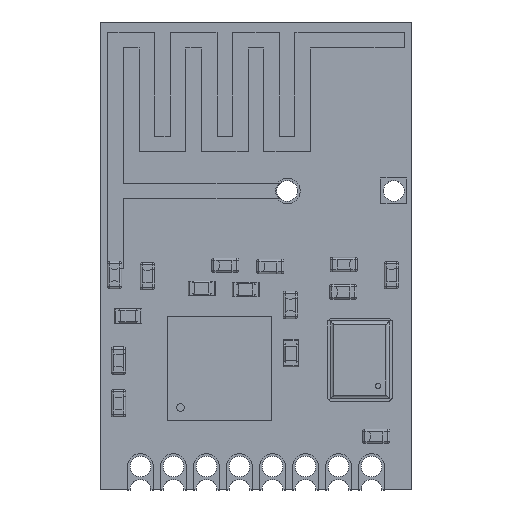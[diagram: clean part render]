
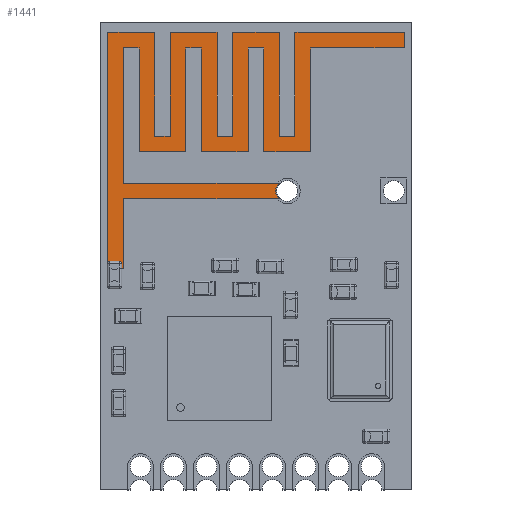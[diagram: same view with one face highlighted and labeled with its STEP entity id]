
A CAD part, top view. The second image highlights one B-rep face of the part: STEP entity #1441.
In plain terms, the highlighted planar face has unit normal (0, 0, 1).
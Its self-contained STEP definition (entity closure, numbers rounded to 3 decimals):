
#1441=ADVANCED_FACE('',(#4869),#4871,.T.);
#4869=FACE_BOUND('',#4870,.T.);
#4870=EDGE_LOOP('',(#7710,#7711,#7712,#7713,#7714,#7715,#7716,#7717,#7718,#7719,
#7720,#7721,#7722,#7723,#7724,#7725,#7726,#7727,#7728,#7729,#7730,#7731,#7732,#7733,
#7734,#7735,#7736,#7737,#7738,#7739,#7740,#7741,#7742,#7743));
#4871=PLANE('',#4872);
#4872=AXIS2_PLACEMENT_3D('',#4873,#4874,#4875);
#4873=CARTESIAN_POINT('',(0.,0.,1.02));
#4874=DIRECTION('',(0.,0.,1.));
#4875=DIRECTION('',(1.,0.,0.));
#7710=ORIENTED_EDGE('',*,*,#9555,.T.);
#7711=ORIENTED_EDGE('',*,*,#9553,.T.);
#7712=ORIENTED_EDGE('',*,*,#9551,.T.);
#7713=ORIENTED_EDGE('',*,*,#9549,.T.);
#7714=ORIENTED_EDGE('',*,*,#9547,.T.);
#7715=ORIENTED_EDGE('',*,*,#9545,.T.);
#7716=ORIENTED_EDGE('',*,*,#9543,.T.);
#7717=ORIENTED_EDGE('',*,*,#9541,.T.);
#7718=ORIENTED_EDGE('',*,*,#9539,.T.);
#7719=ORIENTED_EDGE('',*,*,#9537,.T.);
#7720=ORIENTED_EDGE('',*,*,#9535,.T.);
#7721=ORIENTED_EDGE('',*,*,#9533,.T.);
#7722=ORIENTED_EDGE('',*,*,#9531,.T.);
#7723=ORIENTED_EDGE('',*,*,#9529,.T.);
#7724=ORIENTED_EDGE('',*,*,#9527,.T.);
#7725=ORIENTED_EDGE('',*,*,#9525,.T.);
#7726=ORIENTED_EDGE('',*,*,#9523,.T.);
#7727=ORIENTED_EDGE('',*,*,#9521,.T.);
#7728=ORIENTED_EDGE('',*,*,#9519,.T.);
#7729=ORIENTED_EDGE('',*,*,#9517,.T.);
#7730=ORIENTED_EDGE('',*,*,#9515,.T.);
#7731=ORIENTED_EDGE('',*,*,#9513,.T.);
#7732=ORIENTED_EDGE('',*,*,#9511,.T.);
#7733=ORIENTED_EDGE('',*,*,#9509,.T.);
#7734=ORIENTED_EDGE('',*,*,#9507,.T.);
#7735=ORIENTED_EDGE('',*,*,#9505,.T.);
#7736=ORIENTED_EDGE('',*,*,#9503,.T.);
#7737=ORIENTED_EDGE('',*,*,#9501,.T.);
#7738=ORIENTED_EDGE('',*,*,#9499,.T.);
#7739=ORIENTED_EDGE('',*,*,#9497,.T.);
#7740=ORIENTED_EDGE('',*,*,#9495,.T.);
#7741=ORIENTED_EDGE('',*,*,#9493,.T.);
#7742=ORIENTED_EDGE('',*,*,#9491,.T.);
#7743=ORIENTED_EDGE('',*,*,#9489,.T.);
#9489=EDGE_CURVE('',#10642,#10640,#10643,.T.);
#9491=EDGE_CURVE('',#10645,#10642,#10646,.T.);
#9493=EDGE_CURVE('',#10648,#10645,#10649,.T.);
#9495=EDGE_CURVE('',#10651,#10648,#10652,.T.);
#9497=EDGE_CURVE('',#10654,#10651,#10655,.T.);
#9499=EDGE_CURVE('',#10657,#10654,#10658,.T.);
#9501=EDGE_CURVE('',#10660,#10657,#10661,.T.);
#9503=EDGE_CURVE('',#10663,#10660,#10664,.T.);
#9505=EDGE_CURVE('',#10666,#10663,#10667,.T.);
#9507=EDGE_CURVE('',#10669,#10666,#10670,.T.);
#9509=EDGE_CURVE('',#10672,#10669,#10673,.T.);
#9511=EDGE_CURVE('',#10675,#10672,#10676,.T.);
#9513=EDGE_CURVE('',#10678,#10675,#10679,.T.);
#9515=EDGE_CURVE('',#10681,#10678,#10682,.T.);
#9517=EDGE_CURVE('',#10684,#10681,#10685,.T.);
#9519=EDGE_CURVE('',#10687,#10684,#10688,.T.);
#9521=EDGE_CURVE('',#10690,#10687,#10691,.T.);
#9523=EDGE_CURVE('',#10693,#10690,#10694,.T.);
#9525=EDGE_CURVE('',#10696,#10693,#10697,.T.);
#9527=EDGE_CURVE('',#10699,#10696,#10700,.T.);
#9529=EDGE_CURVE('',#10702,#10699,#10703,.T.);
#9531=EDGE_CURVE('',#10705,#10702,#10706,.T.);
#9533=EDGE_CURVE('',#10708,#10705,#10709,.T.);
#9535=EDGE_CURVE('',#10711,#10708,#10712,.T.);
#9537=EDGE_CURVE('',#10714,#10711,#10715,.T.);
#9539=EDGE_CURVE('',#10717,#10714,#10718,.T.);
#9541=EDGE_CURVE('',#10720,#10717,#10721,.T.);
#9543=EDGE_CURVE('',#10723,#10720,#10724,.T.);
#9545=EDGE_CURVE('',#10726,#10723,#10727,.T.);
#9547=EDGE_CURVE('',#10729,#10726,#10730,.T.);
#9549=EDGE_CURVE('',#10732,#10729,#10733,.T.);
#9551=EDGE_CURVE('',#10735,#10732,#10736,.T.);
#9553=EDGE_CURVE('',#10738,#10735,#10739,.T.);
#9555=EDGE_CURVE('',#10640,#10738,#10741,.T.);
#10640=VERTEX_POINT('',#12591);
#10642=VERTEX_POINT('',#12595);
#10643=LINE('',#12596,#12597);
#10645=VERTEX_POINT('',#12602);
#10646=LINE('',#12603,#12604);
#10648=VERTEX_POINT('',#12609);
#10649=LINE('',#12610,#12611);
#10651=VERTEX_POINT('',#12616);
#10652=LINE('',#12617,#12618);
#10654=VERTEX_POINT('',#12623);
#10655=LINE('',#12624,#12625);
#10657=VERTEX_POINT('',#12630);
#10658=LINE('',#12631,#12632);
#10660=VERTEX_POINT('',#12637);
#10661=LINE('',#12638,#12639);
#10663=VERTEX_POINT('',#12644);
#10664=LINE('',#12645,#12646);
#10666=VERTEX_POINT('',#12651);
#10667=LINE('',#12652,#12653);
#10669=VERTEX_POINT('',#12658);
#10670=LINE('',#12659,#12660);
#10672=VERTEX_POINT('',#12665);
#10673=LINE('',#12666,#12667);
#10675=VERTEX_POINT('',#12672);
#10676=LINE('',#12673,#12674);
#10678=VERTEX_POINT('',#12679);
#10679=LINE('',#12680,#12681);
#10681=VERTEX_POINT('',#12686);
#10682=LINE('',#12687,#12688);
#10684=VERTEX_POINT('',#12693);
#10685=LINE('',#12694,#12695);
#10687=VERTEX_POINT('',#12700);
#10688=LINE('',#12701,#12702);
#10690=VERTEX_POINT('',#12707);
#10691=LINE('',#12708,#12709);
#10693=VERTEX_POINT('',#12714);
#10694=LINE('',#12715,#12716);
#10696=VERTEX_POINT('',#12721);
#10697=LINE('',#12722,#12723);
#10699=VERTEX_POINT('',#12728);
#10700=LINE('',#12729,#12730);
#10702=VERTEX_POINT('',#12735);
#10703=LINE('',#12736,#12737);
#10705=VERTEX_POINT('',#12742);
#10706=LINE('',#12743,#12744);
#10708=VERTEX_POINT('',#12749);
#10709=LINE('',#12750,#12751);
#10711=VERTEX_POINT('',#12756);
#10712=LINE('',#12757,#12758);
#10714=VERTEX_POINT('',#12763);
#10715=LINE('',#12764,#12765);
#10717=VERTEX_POINT('',#12770);
#10718=CIRCLE('',#12771,0.384);
#10720=VERTEX_POINT('',#12778);
#10721=LINE('',#12779,#12780);
#10723=VERTEX_POINT('',#12785);
#10724=LINE('',#12786,#12787);
#10726=VERTEX_POINT('',#12792);
#10727=LINE('',#12793,#12794);
#10729=VERTEX_POINT('',#12799);
#10730=LINE('',#12800,#12801);
#10732=VERTEX_POINT('',#12806);
#10733=LINE('',#12807,#12808);
#10735=VERTEX_POINT('',#12813);
#10736=LINE('',#12814,#12815);
#10738=VERTEX_POINT('',#12820);
#10739=LINE('',#12821,#12822);
#10741=LINE('',#12827,#12828);
#12591=CARTESIAN_POINT('',(-3.3,17.6,1.02));
#12595=CARTESIAN_POINT('',(-1.5,17.6,1.02));
#12596=CARTESIAN_POINT('',(-1.5,17.6,1.02));
#12597=VECTOR('',#12598,1.);
#12598=DIRECTION('',(-1.,0.,0.));
#12602=CARTESIAN_POINT('',(-1.5,13.6,1.02));
#12603=CARTESIAN_POINT('',(-1.5,13.6,1.02));
#12604=VECTOR('',#12605,1.);
#12605=DIRECTION('',(0.,1.,0.));
#12609=CARTESIAN_POINT('',(-0.9,13.6,1.02));
#12610=CARTESIAN_POINT('',(-0.9,13.6,1.02));
#12611=VECTOR('',#12612,1.);
#12612=DIRECTION('',(-1.,0.,0.));
#12616=CARTESIAN_POINT('',(-0.9,17.6,1.02));
#12617=CARTESIAN_POINT('',(-0.9,17.6,1.02));
#12618=VECTOR('',#12619,1.);
#12619=DIRECTION('',(0.,-1.,0.));
#12623=CARTESIAN_POINT('',(0.9,17.6,1.02));
#12624=CARTESIAN_POINT('',(0.9,17.6,1.02));
#12625=VECTOR('',#12626,1.);
#12626=DIRECTION('',(-1.,0.,0.));
#12630=CARTESIAN_POINT('',(0.9,13.6,1.02));
#12631=CARTESIAN_POINT('',(0.9,13.6,1.02));
#12632=VECTOR('',#12633,1.);
#12633=DIRECTION('',(0.,1.,0.));
#12637=CARTESIAN_POINT('',(1.5,13.6,1.02));
#12638=CARTESIAN_POINT('',(1.5,13.6,1.02));
#12639=VECTOR('',#12640,1.);
#12640=DIRECTION('',(-1.,0.,0.));
#12644=CARTESIAN_POINT('',(1.5,17.6,1.02));
#12645=CARTESIAN_POINT('',(1.5,17.6,1.02));
#12646=VECTOR('',#12647,1.);
#12647=DIRECTION('',(0.,-1.,0.));
#12651=CARTESIAN_POINT('',(5.7,17.6,1.02));
#12652=CARTESIAN_POINT('',(5.7,17.6,1.02));
#12653=VECTOR('',#12654,1.);
#12654=DIRECTION('',(-1.,0.,0.));
#12658=CARTESIAN_POINT('',(5.7,17.,1.02));
#12659=CARTESIAN_POINT('',(5.7,17.,1.02));
#12660=VECTOR('',#12661,1.);
#12661=DIRECTION('',(0.,1.,0.));
#12665=CARTESIAN_POINT('',(2.1,17.,1.02));
#12666=CARTESIAN_POINT('',(2.1,17.,1.02));
#12667=VECTOR('',#12668,1.);
#12668=DIRECTION('',(1.,0.,0.));
#12672=CARTESIAN_POINT('',(2.1,13.,1.02));
#12673=CARTESIAN_POINT('',(2.1,13.,1.02));
#12674=VECTOR('',#12675,1.);
#12675=DIRECTION('',(0.,1.,0.));
#12679=CARTESIAN_POINT('',(0.3,13.,1.02));
#12680=CARTESIAN_POINT('',(0.3,13.,1.02));
#12681=VECTOR('',#12682,1.);
#12682=DIRECTION('',(1.,0.,0.));
#12686=CARTESIAN_POINT('',(0.3,17.,1.02));
#12687=CARTESIAN_POINT('',(0.3,17.,1.02));
#12688=VECTOR('',#12689,1.);
#12689=DIRECTION('',(0.,-1.,0.));
#12693=CARTESIAN_POINT('',(-0.3,17.,1.02));
#12694=CARTESIAN_POINT('',(-0.3,17.,1.02));
#12695=VECTOR('',#12696,1.);
#12696=DIRECTION('',(1.,0.,0.));
#12700=CARTESIAN_POINT('',(-0.3,13.,1.02));
#12701=CARTESIAN_POINT('',(-0.3,13.,1.02));
#12702=VECTOR('',#12703,1.);
#12703=DIRECTION('',(0.,1.,0.));
#12707=CARTESIAN_POINT('',(-2.1,13.,1.02));
#12708=CARTESIAN_POINT('',(-2.1,13.,1.02));
#12709=VECTOR('',#12710,1.);
#12710=DIRECTION('',(1.,0.,0.));
#12714=CARTESIAN_POINT('',(-2.1,17.,1.02));
#12715=CARTESIAN_POINT('',(-2.1,17.,1.02));
#12716=VECTOR('',#12717,1.);
#12717=DIRECTION('',(0.,-1.,0.));
#12721=CARTESIAN_POINT('',(-2.7,17.,1.02));
#12722=CARTESIAN_POINT('',(-2.7,17.,1.02));
#12723=VECTOR('',#12724,1.);
#12724=DIRECTION('',(1.,0.,0.));
#12728=CARTESIAN_POINT('',(-2.7,13.,1.02));
#12729=CARTESIAN_POINT('',(-2.7,13.,1.02));
#12730=VECTOR('',#12731,1.);
#12731=DIRECTION('',(0.,1.,0.));
#12735=CARTESIAN_POINT('',(-4.5,13.,1.02));
#12736=CARTESIAN_POINT('',(-4.5,13.,1.02));
#12737=VECTOR('',#12738,1.);
#12738=DIRECTION('',(1.,0.,0.));
#12742=CARTESIAN_POINT('',(-4.5,17.,1.02));
#12743=CARTESIAN_POINT('',(-4.5,17.,1.02));
#12744=VECTOR('',#12745,1.);
#12745=DIRECTION('',(0.,-1.,0.));
#12749=CARTESIAN_POINT('',(-5.1,17.,1.02));
#12750=CARTESIAN_POINT('',(-5.1,17.,1.02));
#12751=VECTOR('',#12752,1.);
#12752=DIRECTION('',(1.,0.,0.));
#12756=CARTESIAN_POINT('',(-5.1,11.8,1.02));
#12757=CARTESIAN_POINT('',(-5.1,11.8,1.02));
#12758=VECTOR('',#12759,1.);
#12759=DIRECTION('',(0.,1.,0.));
#12763=CARTESIAN_POINT('',(0.9,11.8,1.02));
#12764=CARTESIAN_POINT('',(0.9,11.8,1.02));
#12765=VECTOR('',#12766,1.);
#12766=DIRECTION('',(-1.,0.,0.));
#12770=CARTESIAN_POINT('',(0.9,11.2,1.02));
#12771=AXIS2_PLACEMENT_3D('',#12772,#12773,#12774);
#12772=CARTESIAN_POINT('',(1.14,11.5,1.02));
#12773=DIRECTION('',(0.,0.,-1.));
#12774=DIRECTION('',(-0.624,-0.781,0.));
#12778=CARTESIAN_POINT('',(-5.1,11.2,1.02));
#12779=CARTESIAN_POINT('',(-5.1,11.2,1.02));
#12780=VECTOR('',#12781,1.);
#12781=DIRECTION('',(1.,0.,0.));
#12785=CARTESIAN_POINT('',(-5.1,8.5,1.02));
#12786=CARTESIAN_POINT('',(-5.1,8.5,1.02));
#12787=VECTOR('',#12788,1.);
#12788=DIRECTION('',(0.,1.,0.));
#12792=CARTESIAN_POINT('',(-5.7,8.5,1.02));
#12793=CARTESIAN_POINT('',(-5.7,8.5,1.02));
#12794=VECTOR('',#12795,1.);
#12795=DIRECTION('',(1.,0.,0.));
#12799=CARTESIAN_POINT('',(-5.7,17.6,1.02));
#12800=CARTESIAN_POINT('',(-5.7,17.6,1.02));
#12801=VECTOR('',#12802,1.);
#12802=DIRECTION('',(0.,-1.,0.));
#12806=CARTESIAN_POINT('',(-3.9,17.6,1.02));
#12807=CARTESIAN_POINT('',(-3.9,17.6,1.02));
#12808=VECTOR('',#12809,1.);
#12809=DIRECTION('',(-1.,0.,0.));
#12813=CARTESIAN_POINT('',(-3.9,13.6,1.02));
#12814=CARTESIAN_POINT('',(-3.9,13.6,1.02));
#12815=VECTOR('',#12816,1.);
#12816=DIRECTION('',(0.,1.,0.));
#12820=CARTESIAN_POINT('',(-3.3,13.6,1.02));
#12821=CARTESIAN_POINT('',(-3.3,13.6,1.02));
#12822=VECTOR('',#12823,1.);
#12823=DIRECTION('',(-1.,0.,0.));
#12827=CARTESIAN_POINT('',(-3.3,17.6,1.02));
#12828=VECTOR('',#12829,1.);
#12829=DIRECTION('',(0.,-1.,0.));
